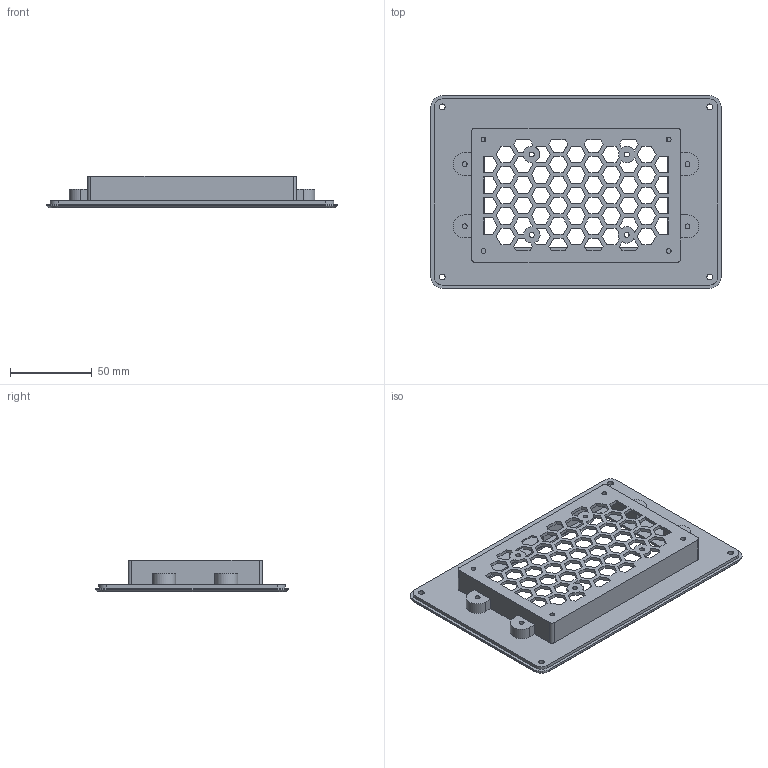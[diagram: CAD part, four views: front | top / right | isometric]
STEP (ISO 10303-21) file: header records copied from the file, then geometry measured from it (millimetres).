
FILE_DESCRIPTION(/* description */ (''),/* implementation_level */ '2;1');
FILE_NAME(/* name */ 'Display Mount - BTT Pi TFT50.step',/* time_stamp */ '2023-01-27T10:10:24-06:00',/* author */ (''),/* organization */ (''),/* preprocessor_version */ 'ST-DEVELOPER v19.2',/* originating_system */ 'Autodesk Translation Framework v11.17.0.187',/* authorisation */ '');
FILE_SCHEMA (('AUTOMOTIVE_DESIGN { 1 0 10303 214 3 1 1 }'));
Length unit declared in the file: millimetre
Products named in the file (3): Display Mount - BTT PI TFT50; Panel; Shell
Assembly tree (2 placements, depth 2):
  Display Mount - BTT PI TFT50
    Panel
    Shell
Bounding box: 177.1 x 117.62 x 19.45 mm (x, y, z)
Volume: 76880 mm3; surface area: 57415.7 mm2
Topology: 2 solids, 2 shells, 475 faces, 1367 edges, 906 vertices
Faces by surface type: plane 399, cylinder 68, cone 8
Full cylindrical faces by diameter (mm): 3 x12, 3.6 x4, 4 x4, 8 x4, 8.5 x4
Entity records: 15776 total; most frequent: CARTESIAN_POINT 2753, ORIENTED_EDGE 2734, DIRECTION 2474, EDGE_CURVE 1367, LINE 1220, VECTOR 1220, VERTEX_POINT 906, EDGE_LOOP 633
